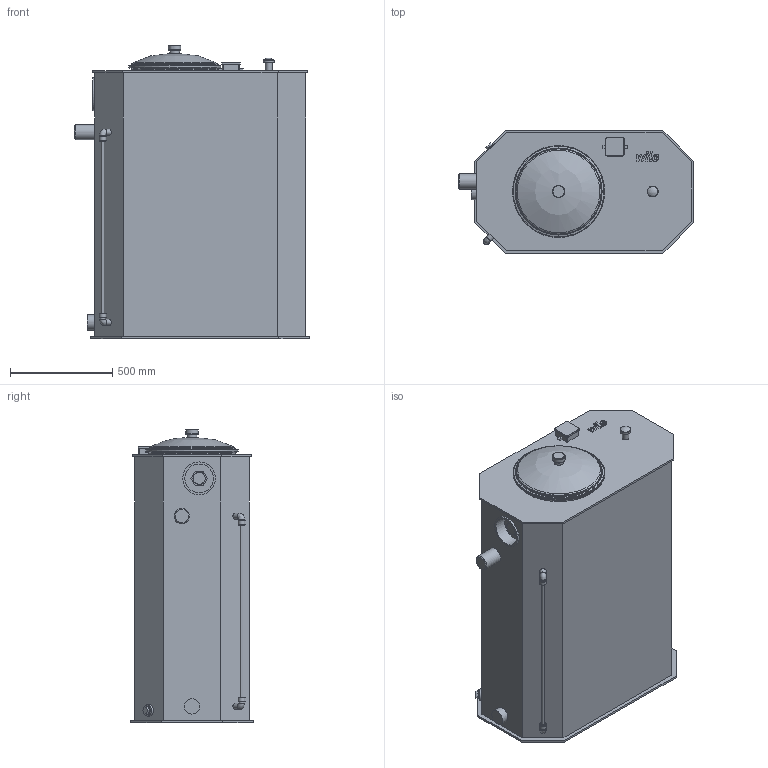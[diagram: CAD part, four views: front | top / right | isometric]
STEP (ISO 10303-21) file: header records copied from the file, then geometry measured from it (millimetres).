
FILE_DESCRIPTION(/* description */ (''),/* implementation_level */ '2;1');
FILE_NAME(/* name */ '3d_VBH300LEckig-2523779.stp',/* time_stamp */ '2017-09-20T13:36:23+02:00',/* author */ ('Andrzej'),/* organization */ (''),/* preprocessor_version */ 'ST-DEVELOPER v16.13',/* originating_system */ 'AutoCAD Mechanical',/* authorisation */ '');
FILE_SCHEMA (('AUTOMOTIVE_DESIGN { 1 0 10303 214 3 1 1 }'));
Length unit declared in the file: millimetre
Products named in the file (1): Product
Bounding box: 1150 x 600 x 1435 mm (x, y, z)
Volume: 713387112.1 mm3; surface area: 5629392.2 mm2
Topology: 9 solids, 11 shells, 236 faces, 536 edges, 341 vertices
Faces by surface type: plane 115, cylinder 50, bspline 27, torus 26, cone 17, sphere 1
Full cylindrical faces by diameter (mm): 12 x1, 25 x2, 30 x2, 32.5 x1, 34 x2, 39 x1, 48 x1, 53 x1, 54.6 x1, 60.3 x1, 61 x1, 75 x2, 140 x1, 160 x1, 404 x1, 420.922 x1, 426 x1, 443 x1, 447.657 x1, 450 x1
Entity records: 6484 total; most frequent: CARTESIAN_POINT 1441, DIRECTION 999, ORIENTED_EDGE 952, EDGE_CURVE 476, AXIS2_PLACEMENT_3D 362, VERTEX_POINT 336, EDGE_LOOP 314, LINE 275
